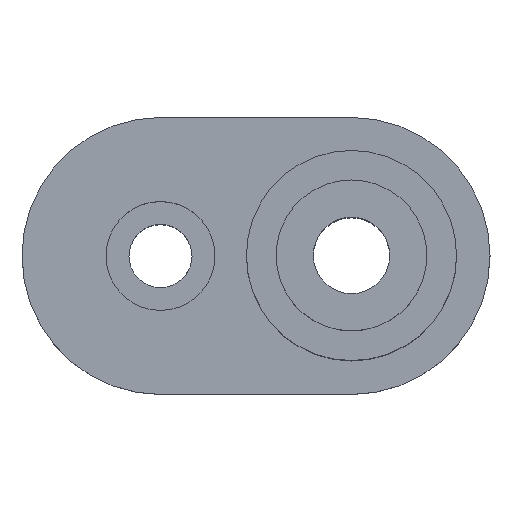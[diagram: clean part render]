
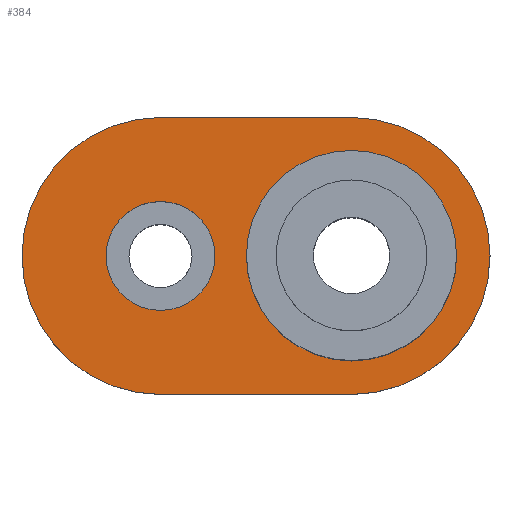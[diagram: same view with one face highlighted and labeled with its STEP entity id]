
A CAD part, top view. The second image highlights one B-rep face of the part: STEP entity #384.
In plain terms, the highlighted planar face has unit normal (0, 0, 1).
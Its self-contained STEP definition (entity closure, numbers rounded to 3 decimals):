
#246 = VERTEX_POINT('',#247);
#247 = CARTESIAN_POINT('',(0.,7.25,10.9));
#253 = EDGE_CURVE('',#246,#254,#256,.T.);
#254 = VERTEX_POINT('',#255);
#255 = CARTESIAN_POINT('',(0.,-7.25,10.9));
#256 = CIRCLE('',#257,7.25);
#257 = AXIS2_PLACEMENT_3D('',#258,#259,#260);
#258 = CARTESIAN_POINT('',(0.,0.,10.9));
#259 = DIRECTION('',(0.,0.,1.));
#260 = DIRECTION('',(1.,0.,0.));
#278 = EDGE_CURVE('',#246,#279,#281,.T.);
#279 = VERTEX_POINT('',#280);
#280 = CARTESIAN_POINT('',(10.,7.25,10.9));
#281 = LINE('',#282,#283);
#282 = CARTESIAN_POINT('',(0.,7.25,10.9));
#283 = VECTOR('',#284,1.);
#284 = DIRECTION('',(1.,0.,0.));
#302 = EDGE_CURVE('',#254,#303,#305,.T.);
#303 = VERTEX_POINT('',#304);
#304 = CARTESIAN_POINT('',(10.,-7.25,10.9));
#305 = LINE('',#306,#307);
#306 = CARTESIAN_POINT('',(0.,-7.25,10.9));
#307 = VECTOR('',#308,1.);
#308 = DIRECTION('',(1.,0.,0.));
#326 = EDGE_CURVE('',#303,#279,#327,.T.);
#327 = CIRCLE('',#328,7.25);
#328 = AXIS2_PLACEMENT_3D('',#329,#330,#331);
#329 = CARTESIAN_POINT('',(10.,0.,10.9));
#330 = DIRECTION('',(0.,0.,1.));
#331 = DIRECTION('',(1.,0.,0.));
#384 = ADVANCED_FACE('',(#385,#391,#402),#413,.T.);
#385 = FACE_BOUND('',#386,.T.);
#386 = EDGE_LOOP('',(#387,#388,#389,#390));
#387 = ORIENTED_EDGE('',*,*,#253,.T.);
#388 = ORIENTED_EDGE('',*,*,#302,.T.);
#389 = ORIENTED_EDGE('',*,*,#326,.T.);
#390 = ORIENTED_EDGE('',*,*,#278,.F.);
#391 = FACE_BOUND('',#392,.T.);
#392 = EDGE_LOOP('',(#393));
#393 = ORIENTED_EDGE('',*,*,#394,.F.);
#394 = EDGE_CURVE('',#395,#395,#397,.T.);
#395 = VERTEX_POINT('',#396);
#396 = CARTESIAN_POINT('',(2.85,0.,10.9));
#397 = CIRCLE('',#398,2.85);
#398 = AXIS2_PLACEMENT_3D('',#399,#400,#401);
#399 = CARTESIAN_POINT('',(0.,0.,10.9));
#400 = DIRECTION('',(0.,0.,1.));
#401 = DIRECTION('',(1.,0.,0.));
#402 = FACE_BOUND('',#403,.T.);
#403 = EDGE_LOOP('',(#404));
#404 = ORIENTED_EDGE('',*,*,#405,.F.);
#405 = EDGE_CURVE('',#406,#406,#408,.T.);
#406 = VERTEX_POINT('',#407);
#407 = CARTESIAN_POINT('',(15.5,0.,10.9));
#408 = CIRCLE('',#409,5.5);
#409 = AXIS2_PLACEMENT_3D('',#410,#411,#412);
#410 = CARTESIAN_POINT('',(10.,0.,10.9));
#411 = DIRECTION('',(0.,0.,1.));
#412 = DIRECTION('',(1.,0.,0.));
#413 = PLANE('',#414);
#414 = AXIS2_PLACEMENT_3D('',#415,#416,#417);
#415 = CARTESIAN_POINT('',(4.751,0.,10.9));
#416 = DIRECTION('',(0.,0.,1.));
#417 = DIRECTION('',(1.,0.,0.));
